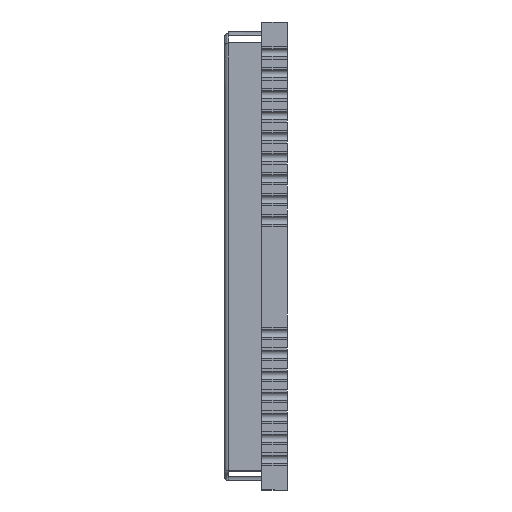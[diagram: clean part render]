
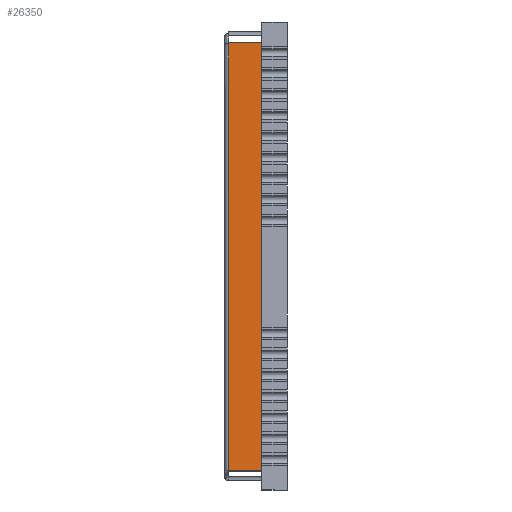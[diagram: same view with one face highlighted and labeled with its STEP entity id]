
A CAD part, left-side view. The second image highlights one B-rep face of the part: STEP entity #26350.
In plain terms, the highlighted planar face has unit normal (-1, 0, 0).
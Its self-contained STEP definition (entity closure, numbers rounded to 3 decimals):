
#183 = EDGE_CURVE ( 'NONE', #9083, #2136, #5940, .T. ) ;
#293 = AXIS2_PLACEMENT_3D ( 'NONE', #23424, #1859, #27064 ) ;
#412 = CARTESIAN_POINT ( 'NONE',  ( 0.58, 3.65, -27.819 ) ) ;
#1115 = EDGE_LOOP ( 'NONE', ( #15637, #29819, #24503, #17629 ) ) ;
#1859 = DIRECTION ( 'NONE',  ( 1., 0., 0. ) ) ;
#2136 = VERTEX_POINT ( 'NONE', #43751 ) ;
#3843 = EDGE_CURVE ( 'NONE', #9083, #42227, #19051, .T. ) ;
#4808 = VECTOR ( 'NONE', #42471, 1000. ) ;
#5940 = LINE ( 'NONE', #20787, #4808 ) ;
#9083 = VERTEX_POINT ( 'NONE', #25914 ) ;
#11273 = CARTESIAN_POINT ( 'NONE',  ( 0.581, 1.6, -0.58 ) ) ;
#12238 = FACE_OUTER_BOUND ( 'NONE', #1115, .T. ) ;
#12962 = CARTESIAN_POINT ( 'NONE',  ( 0.581, -0.097, -1.299 ) ) ;
#13819 = LINE ( 'NONE', #11273, #41495 ) ;
#15059 = DIRECTION ( 'NONE',  ( 0., 0., 1. ) ) ;
#15637 = ORIENTED_EDGE ( 'NONE', *, *, #32443, .T. ) ;
#16560 = DIRECTION ( 'NONE',  ( 0., 1., 0. ) ) ;
#17629 = ORIENTED_EDGE ( 'NONE', *, *, #23901, .T. ) ;
#19051 = B_SPLINE_CURVE_WITH_KNOTS ( 'NONE', 3,
 ( #412, #36213, #46824, #25589 ),
 .UNSPECIFIED., .F., .F.,
 ( 4, 4 ),
 ( 0., 1. ),
 .UNSPECIFIED. ) ;
#20787 = CARTESIAN_POINT ( 'NONE',  ( 0.581, -0.097, -27.819 ) ) ;
#21380 = CARTESIAN_POINT ( 'NONE',  ( 0.581, 1.6, -1.299 ) ) ;
#23424 = CARTESIAN_POINT ( 'NONE',  ( 0.581, 3.65, -28.419 ) ) ;
#23901 = EDGE_CURVE ( 'NONE', #2136, #43093, #13819, .T. ) ;
#24503 = ORIENTED_EDGE ( 'NONE', *, *, #183, .T. ) ;
#25589 = CARTESIAN_POINT ( 'NONE',  ( 0.58, 3.65, -1.299 ) ) ;
#25914 = CARTESIAN_POINT ( 'NONE',  ( 0.58, 3.65, -27.819 ) ) ;
#26350 = ADVANCED_FACE ( 'NONE', ( #12238 ), #33992, .F. ) ;
#27064 = DIRECTION ( 'NONE',  ( 0., 0., -1. ) ) ;
#28121 = VECTOR ( 'NONE', #16560, 1000. ) ;
#29819 = ORIENTED_EDGE ( 'NONE', *, *, #3843, .F. ) ;
#32075 = CARTESIAN_POINT ( 'NONE',  ( 0.58, 3.65, -1.299 ) ) ;
#32443 = EDGE_CURVE ( 'NONE', #43093, #42227, #36593, .T. ) ;
#33992 = PLANE ( 'NONE',  #293 ) ;
#36213 = CARTESIAN_POINT ( 'NONE',  ( 0.58, 3.65, -18.979 ) ) ;
#36593 = LINE ( 'NONE', #12962, #28121 ) ;
#41495 = VECTOR ( 'NONE', #15059, 1000. ) ;
#42227 = VERTEX_POINT ( 'NONE', #32075 ) ;
#42471 = DIRECTION ( 'NONE',  ( 0., -1., 0. ) ) ;
#43093 = VERTEX_POINT ( 'NONE', #21380 ) ;
#43751 = CARTESIAN_POINT ( 'NONE',  ( 0.581, 1.6, -27.819 ) ) ;
#46824 = CARTESIAN_POINT ( 'NONE',  ( 0.58, 3.65, -10.139 ) ) ;
